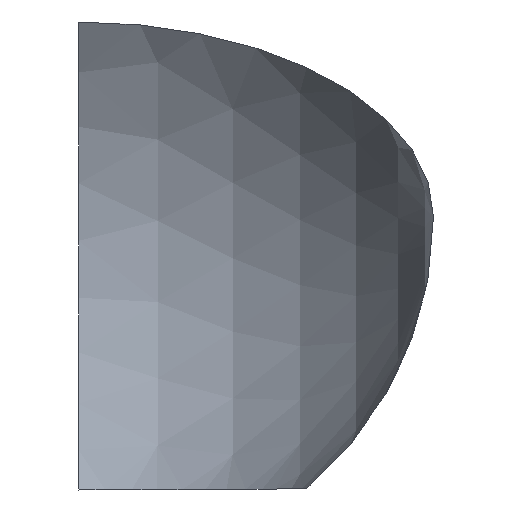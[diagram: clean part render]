
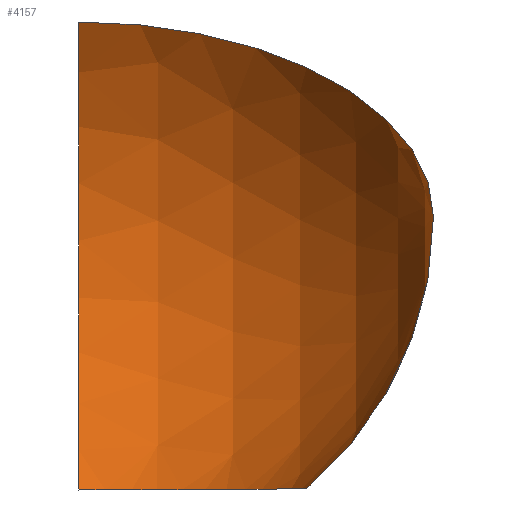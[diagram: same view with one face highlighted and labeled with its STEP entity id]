
A CAD part, left-side view. The second image highlights one B-rep face of the part: STEP entity #4157.
In plain terms, the highlighted spherical face has radius 0.5 mm.
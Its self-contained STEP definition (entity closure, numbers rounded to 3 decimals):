
#4157 = ADVANCED_FACE( '', ( #9248 ), #9249, .T. );
#9248 = FACE_OUTER_BOUND( '', #33238, .T. );
#9249 = SPHERICAL_SURFACE( '', #33239, 0.5 );
#33238 = EDGE_LOOP( '', ( #62984, #62985, #62986, #62987 ) );
#33239 = AXIS2_PLACEMENT_3D( '', #62988, #62989, #62990 );
#62984 = ORIENTED_EDGE( '', *, *, #71955, .T. );
#62985 = ORIENTED_EDGE( '', *, *, #75753, .T. );
#62986 = ORIENTED_EDGE( '', *, *, #75754, .T. );
#62987 = ORIENTED_EDGE( '', *, *, #75755, .F. );
#62988 = CARTESIAN_POINT( '', ( -128.621, 181.46, 53.289 ) );
#62989 = DIRECTION( '', ( 0., -1., 0. ) );
#62990 = DIRECTION( '', ( -0.468, 0., -0.884 ) );
#71955 = EDGE_CURVE( '', #80004, #80002, #80005, .T. );
#75753 = EDGE_CURVE( '', #80002, #85667, #85668, .T. );
#75754 = EDGE_CURVE( '', #85667, #79539, #85669, .T. );
#75755 = EDGE_CURVE( '', #80004, #79539, #85670, .T. );
#79539 = VERTEX_POINT( '', #92728 );
#80002 = VERTEX_POINT( '', #93897 );
#80004 = VERTEX_POINT( '', #93900 );
#80005 = B_SPLINE_CURVE_WITH_KNOTS( '', 5, ( #93901, #93902, #93903, #93904, #93905, #93906, #93907, #93908, #93909, #93910, #93911, #93912, #93913, #93914, #93915, #93916, #93917, #93918, #93919, #93920, #93921 ), .UNSPECIFIED., .F., .F., ( 6, 3, 3, 3, 3, 3, 6 ), ( 0., 0.136, 0.287, 0.378, 0.494, 0.619, 0.734 ), .UNSPECIFIED. );
#85667 = VERTEX_POINT( '', #111156 );
#85668 = CIRCLE( '', #111157, 0.5 );
#85669 = CIRCLE( '', #111158, 0.5 );
#85670 = CIRCLE( '', #111159, 0.5 );
#92728 = CARTESIAN_POINT( '', ( -128.713, 180.965, 53.3 ) );
#93897 = CARTESIAN_POINT( '', ( -128.302, 181.46, 52.904 ) );
#93900 = CARTESIAN_POINT( '', ( -128.614, 181.139, 52.907 ) );
#93901 = CARTESIAN_POINT( '', ( -128.614, 181.139, 52.907 ) );
#93902 = CARTESIAN_POINT( '', ( -128.598, 181.139, 52.906 ) );
#93903 = CARTESIAN_POINT( '', ( -128.581, 181.141, 52.906 ) );
#93904 = CARTESIAN_POINT( '', ( -128.564, 181.143, 52.906 ) );
#93905 = CARTESIAN_POINT( '', ( -128.53, 181.151, 52.906 ) );
#93906 = CARTESIAN_POINT( '', ( -128.495, 181.164, 52.906 ) );
#93907 = CARTESIAN_POINT( '', ( -128.477, 181.173, 52.905 ) );
#93908 = CARTESIAN_POINT( '', ( -128.449, 181.189, 52.905 ) );
#93909 = CARTESIAN_POINT( '', ( -128.423, 181.208, 52.905 ) );
#93910 = CARTESIAN_POINT( '', ( -128.413, 181.216, 52.905 ) );
#93911 = CARTESIAN_POINT( '', ( -128.392, 181.236, 52.905 ) );
#93912 = CARTESIAN_POINT( '', ( -128.373, 181.258, 52.904 ) );
#93913 = CARTESIAN_POINT( '', ( -128.363, 181.271, 52.904 ) );
#93914 = CARTESIAN_POINT( '', ( -128.344, 181.299, 52.904 ) );
#93915 = CARTESIAN_POINT( '', ( -128.329, 181.33, 52.904 ) );
#93916 = CARTESIAN_POINT( '', ( -128.322, 181.346, 52.904 ) );
#93917 = CARTESIAN_POINT( '', ( -128.312, 181.378, 52.904 ) );
#93918 = CARTESIAN_POINT( '', ( -128.305, 181.412, 52.904 ) );
#93919 = CARTESIAN_POINT( '', ( -128.303, 181.428, 52.904 ) );
#93920 = CARTESIAN_POINT( '', ( -128.302, 181.444, 52.904 ) );
#93921 = CARTESIAN_POINT( '', ( -128.302, 181.46, 52.904 ) );
#111156 = CARTESIAN_POINT( '', ( -128.203, 181.46, 53.563 ) );
#111157 = AXIS2_PLACEMENT_3D( '', #121657, #121658, #121659 );
#111158 = AXIS2_PLACEMENT_3D( '', #121660, #121661, #121662 );
#111159 = AXIS2_PLACEMENT_3D( '', #121663, #121664, #121665 );
#121657 = CARTESIAN_POINT( '', ( -128.621, 181.46, 53.289 ) );
#121658 = DIRECTION( '', ( 0., -1., 0. ) );
#121659 = DIRECTION( '', ( 0., 0., -1. ) );
#121660 = CARTESIAN_POINT( '', ( -128.621, 181.46, 53.289 ) );
#121661 = DIRECTION( '', ( 0.548, 0., -0.837 ) );
#121662 = DIRECTION( '', ( -0.837, 0., -0.548 ) );
#121663 = CARTESIAN_POINT( '', ( -128.621, 181.46, 53.289 ) );
#121664 = DIRECTION( '', ( -1., 0., -0.017 ) );
#121665 = DIRECTION( '', ( 0.017, 0., -1. ) );
